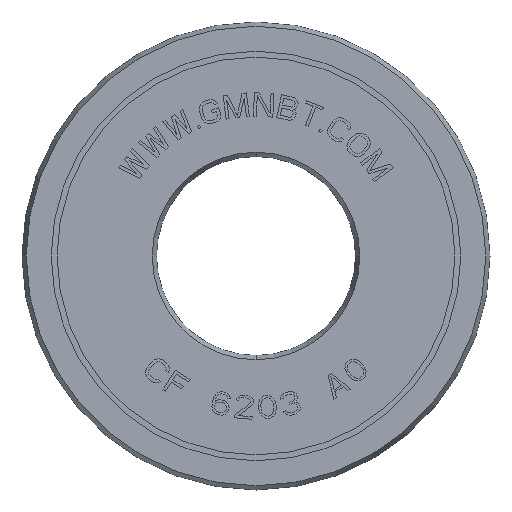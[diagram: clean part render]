
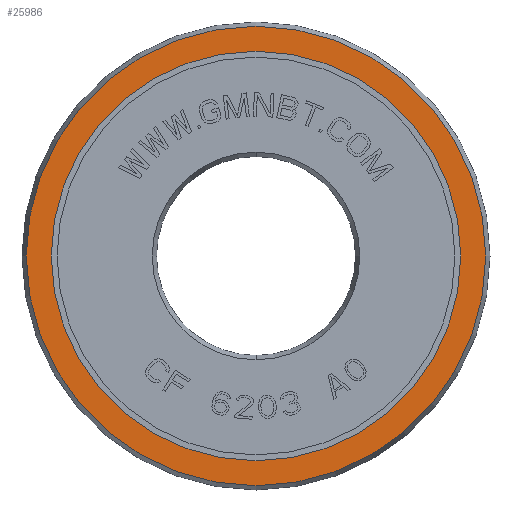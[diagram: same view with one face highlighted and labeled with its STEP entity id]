
A CAD part, front view. The second image highlights one B-rep face of the part: STEP entity #25986.
In plain terms, the highlighted planar face has unit normal (0, -1, 0).
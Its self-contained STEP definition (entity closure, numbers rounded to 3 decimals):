
#25505=CARTESIAN_POINT('',(0.,-3.,0.));
#25506=DIRECTION('',(0.,1.,0.));
#25507=DIRECTION('',(0.,0.,-1.));
#25508=AXIS2_PLACEMENT_3D('',#25505,#25506,#25507);
#25513=CARTESIAN_POINT('',(0.,-3.,0.));
#25514=DIRECTION('',(0.,-1.,0.));
#25515=DIRECTION('',(0.,0.,-1.));
#25516=AXIS2_PLACEMENT_3D('',#25513,#25514,#25515);
#25521=CARTESIAN_POINT('',(0.,-3.,0.));
#25522=DIRECTION('',(0.,-1.,0.));
#25523=DIRECTION('',(0.,0.,-1.));
#25524=AXIS2_PLACEMENT_3D('',#25521,#25522,#25523);
#25543=CARTESIAN_POINT('',(0.,-3.,0.));
#25544=DIRECTION('',(0.,1.,0.));
#25545=DIRECTION('',(0.,0.,-1.));
#25546=AXIS2_PLACEMENT_3D('',#25543,#25544,#25545);
#25582=CARTESIAN_POINT('',(0.,-3.,-17.5));
#25584=VERTEX_POINT('',#25582);
#25585=CARTESIAN_POINT('',(0.,-3.,-19.636));
#25587=VERTEX_POINT('',#25585);
#25598=CARTESIAN_POINT('',(0.,-3.,17.5));
#25600=VERTEX_POINT('',#25598);
#25601=CARTESIAN_POINT('',(0.,-3.,19.636));
#25603=VERTEX_POINT('',#25601);
#25971=CARTESIAN_POINT('',(0.,-3.,0.));
#25972=DIRECTION('',(0.,-1.,0.));
#25973=DIRECTION('',(0.,0.,1.));
#25974=AXIS2_PLACEMENT_3D('',#25971,#25972,#25973);
#25975=PLANE('',#25974);
#25977=ORIENTED_EDGE('',*,*,#25976,.F.);
#25979=ORIENTED_EDGE('',*,*,#25978,.T.);
#25980=EDGE_LOOP('',(#25977,#25979));
#25981=FACE_OUTER_BOUND('',#25980,.F.);
#25982=ORIENTED_EDGE('',*,*,#25964,.F.);
#25983=ORIENTED_EDGE('',*,*,#25953,.T.);
#25984=EDGE_LOOP('',(#25982,#25983));
#25985=FACE_BOUND('',#25984,.F.);
#25509=CIRCLE('',#25508,17.5);
#25517=CIRCLE('',#25516,17.5);
#25525=CIRCLE('',#25524,19.636);
#25547=CIRCLE('',#25546,19.636);
#25953=EDGE_CURVE('',#25584,#25600,#25517,.T.);
#25964=EDGE_CURVE('',#25584,#25600,#25509,.T.);
#25976=EDGE_CURVE('',#25587,#25603,#25525,.T.);
#25978=EDGE_CURVE('',#25587,#25603,#25547,.T.);
#25986=ADVANCED_FACE('',(#25981,#25985),#25975,.T.);
